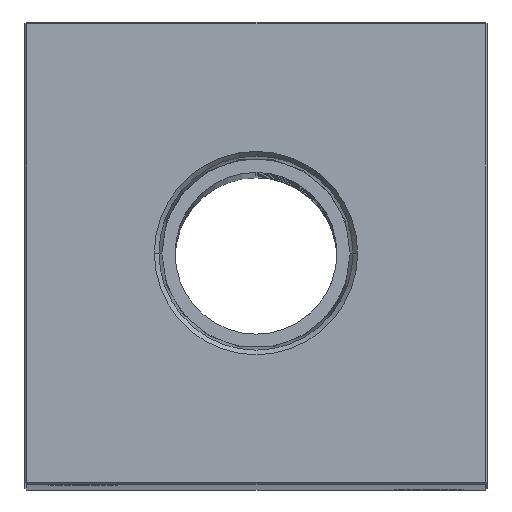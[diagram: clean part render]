
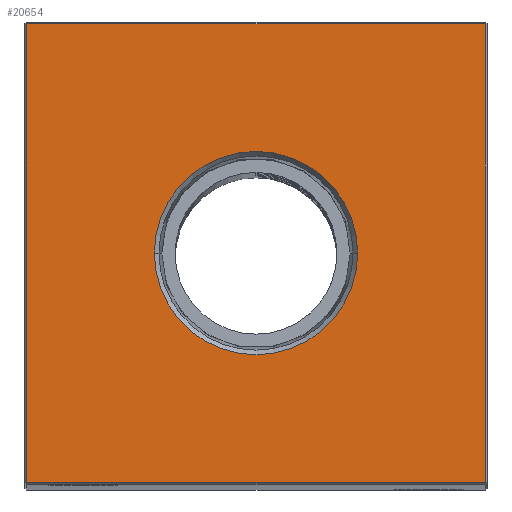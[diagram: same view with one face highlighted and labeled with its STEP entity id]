
A CAD part, top view. The second image highlights one B-rep face of the part: STEP entity #20654.
In plain terms, the highlighted planar face has unit normal (0, 0, 1).
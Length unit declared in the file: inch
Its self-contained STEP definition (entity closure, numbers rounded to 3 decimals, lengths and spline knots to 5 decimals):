
#95 = PLANE ( 'NONE',  #26418 ) ;
#552 = CARTESIAN_POINT ( 'NONE',  ( 0., 1.24, 18. ) ) ;
#966 = CARTESIAN_POINT ( 'NONE',  ( 1.24, 0., 18. ) ) ;
#2013 = CARTESIAN_POINT ( 'NONE',  ( -1.24, -1.24, 18. ) ) ;
#2142 = LINE ( 'NONE', #12435, #9756 ) ;
#2232 = AXIS2_PLACEMENT_3D ( 'NONE', #18731, #29021, #5813 ) ;
#2696 = CARTESIAN_POINT ( 'NONE',  ( -0.5499, 0., 18. ) ) ;
#2953 = CARTESIAN_POINT ( 'NONE',  ( 0., 0., 18. ) ) ;
#4017 = EDGE_CURVE ( 'NONE', #33252, #25517, #16861, .T. ) ;
#4559 = ORIENTED_EDGE ( 'NONE', *, *, #9909, .T. ) ;
#5813 = DIRECTION ( 'NONE',  ( 1., 0., 0. ) ) ;
#5833 = CIRCLE ( 'NONE', #24798, 0.5499 ) ;
#6430 = DIRECTION ( 'NONE',  ( 0., 0., 1. ) ) ;
#7036 = CARTESIAN_POINT ( 'NONE',  ( 0.5499, 0., 18. ) ) ;
#8005 = VERTEX_POINT ( 'NONE', #2013 ) ;
#8550 = EDGE_CURVE ( 'NONE', #27381, #8005, #2142, .T. ) ;
#9186 = CARTESIAN_POINT ( 'NONE',  ( 0., -1.24, 18. ) ) ;
#9425 = ORIENTED_EDGE ( 'NONE', *, *, #11061, .T. ) ;
#9459 = VERTEX_POINT ( 'NONE', #31402 ) ;
#9756 = VECTOR ( 'NONE', #22844, 39.37008 ) ;
#9909 = EDGE_CURVE ( 'NONE', #8005, #28131, #32418, .T. ) ;
#10581 = EDGE_CURVE ( 'NONE', #28131, #9459, #24189, .T. ) ;
#10811 = DIRECTION ( 'NONE',  ( -1., 0., 0. ) ) ;
#11061 = EDGE_CURVE ( 'NONE', #9459, #27381, #23762, .T. ) ;
#11253 = DIRECTION ( 'NONE',  ( 0., 1., 0. ) ) ;
#12435 = CARTESIAN_POINT ( 'NONE',  ( -1.24, 0., 18. ) ) ;
#12913 = FACE_OUTER_BOUND ( 'NONE', #32260, .T. ) ;
#13236 = DIRECTION ( 'NONE',  ( 0., 0., -1. ) ) ;
#16783 = DIRECTION ( 'NONE',  ( 1., 0., 0. ) ) ;
#16861 = CIRCLE ( 'NONE', #2232, 0.5499 ) ;
#17114 = ORIENTED_EDGE ( 'NONE', *, *, #28029, .F. ) ;
#18141 = EDGE_LOOP ( 'NONE', ( #17114, #22236 ) ) ;
#18265 = VECTOR ( 'NONE', #10811, 39.37008 ) ;
#18731 = CARTESIAN_POINT ( 'NONE',  ( 0., 0., 18. ) ) ;
#19596 = DIRECTION ( 'NONE',  ( 1., 0., 0. ) ) ;
#20654 = ADVANCED_FACE ( 'NONE', ( #12913, #23325 ), #95, .F. ) ;
#21296 = CARTESIAN_POINT ( 'NONE',  ( -1.24, 1.24, 18. ) ) ;
#22236 = ORIENTED_EDGE ( 'NONE', *, *, #4017, .F. ) ;
#22844 = DIRECTION ( 'NONE',  ( 0., -1., 0. ) ) ;
#23325 = FACE_BOUND ( 'NONE', #18141, .T. ) ;
#23641 = DIRECTION ( 'NONE',  ( -1., 0., 0. ) ) ;
#23762 = LINE ( 'NONE', #552, #18265 ) ;
#24189 = LINE ( 'NONE', #966, #27938 ) ;
#24798 = AXIS2_PLACEMENT_3D ( 'NONE', #29621, #6430, #16783 ) ;
#25517 = VERTEX_POINT ( 'NONE', #7036 ) ;
#25546 = CARTESIAN_POINT ( 'NONE',  ( 1.24, -1.24, 18. ) ) ;
#26418 = AXIS2_PLACEMENT_3D ( 'NONE', #2953, #13236, #23641 ) ;
#26752 = VECTOR ( 'NONE', #19596, 39.37008 ) ;
#27381 = VERTEX_POINT ( 'NONE', #21296 ) ;
#27938 = VECTOR ( 'NONE', #11253, 39.37008 ) ;
#28029 = EDGE_CURVE ( 'NONE', #25517, #33252, #5833, .T. ) ;
#28131 = VERTEX_POINT ( 'NONE', #25546 ) ;
#29021 = DIRECTION ( 'NONE',  ( 0., 0., 1. ) ) ;
#29621 = CARTESIAN_POINT ( 'NONE',  ( 0., 0., 18. ) ) ;
#31402 = CARTESIAN_POINT ( 'NONE',  ( 1.24, 1.24, 18. ) ) ;
#32260 = EDGE_LOOP ( 'NONE', ( #32990, #4559, #32832, #9425 ) ) ;
#32418 = LINE ( 'NONE', #9186, #26752 ) ;
#32832 = ORIENTED_EDGE ( 'NONE', *, *, #10581, .T. ) ;
#32990 = ORIENTED_EDGE ( 'NONE', *, *, #8550, .T. ) ;
#33252 = VERTEX_POINT ( 'NONE', #2696 ) ;
